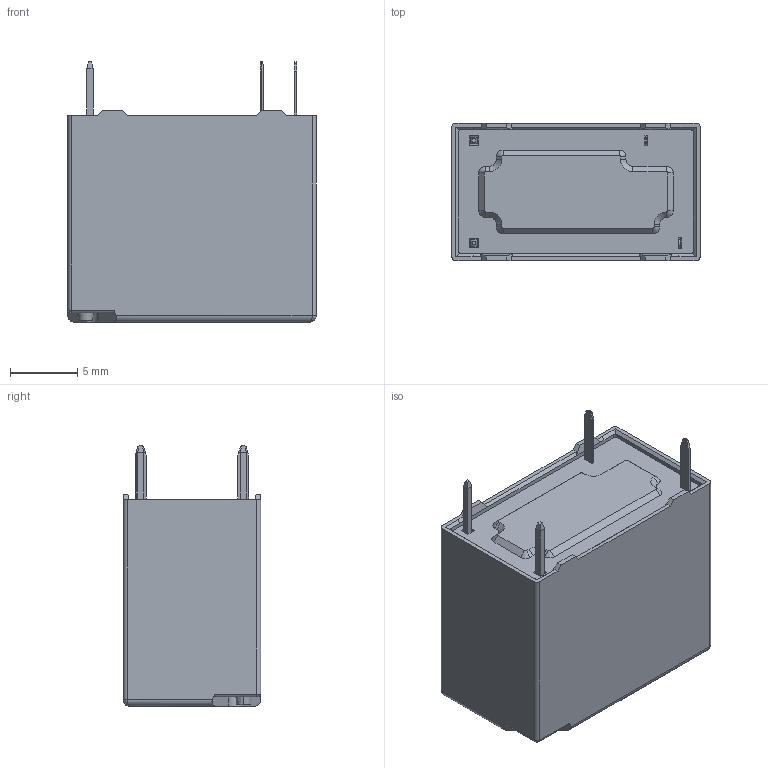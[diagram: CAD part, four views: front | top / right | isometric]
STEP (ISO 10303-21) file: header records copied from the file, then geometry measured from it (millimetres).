
FILE_DESCRIPTION(('STEP AP242'),'1');
FILE_NAME('hf32fv.stp','2020-05-30T07:58:22',('TraceParts'),('TraceParts S.A.'),'Spatial InterOp 3D',' ',' ');
FILE_SCHEMA(('AP242_MANAGED_MODEL_BASED_3D_ENGINEERING_MIM_LF {1 0 10303 442 1 1 4}'));
Length unit declared in the file: millimetre
Products named in the file (1): hf32fv_1
Bounding box: 18.4 x 10.2 x 19.3 mm (x, y, z)
Volume: 733.2 mm3; surface area: 2469.7 mm2
Topology: 6 solids, 6 shells, 294 faces, 768 edges, 477 vertices
Faces by surface type: plane 177, cylinder 82, cone 16, bspline 10, sphere 7, torus 2
Entity records: 9030 total; most frequent: CARTESIAN_POINT 1768, ORIENTED_EDGE 1512, DIRECTION 1503, EDGE_CURVE 756, LINE 555, VECTOR 555, VERTEX_POINT 477, AXIS2_PLACEMENT_3D 474
